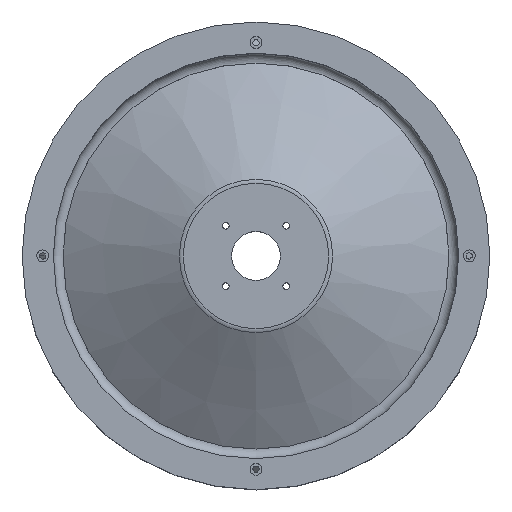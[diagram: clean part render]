
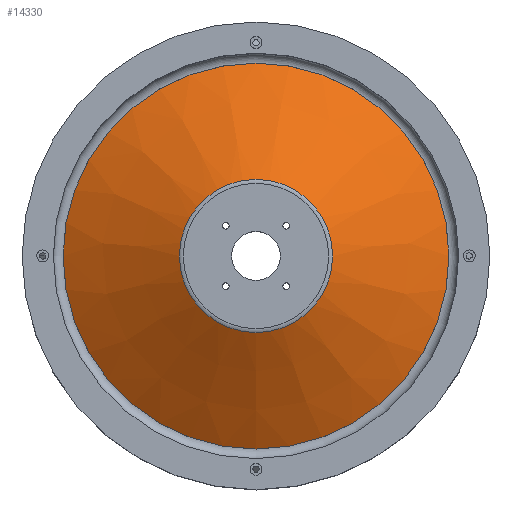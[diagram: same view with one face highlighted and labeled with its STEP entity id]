
A CAD part, top view. The second image highlights one B-rep face of the part: STEP entity #14330.
In plain terms, the highlighted conical face has half-angle 60 degrees and reference radius 99 mm.
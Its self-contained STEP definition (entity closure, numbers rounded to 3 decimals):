
#10667 = PLANE('',#10668);
#10668 = AXIS2_PLACEMENT_3D('',#10669,#10670,#10671);
#10669 = CARTESIAN_POINT('',(0.,0.,5.)
  );
#10670 = DIRECTION('',(0.,0.,1.));
#10671 = DIRECTION('',(0.,-1.,0.));
#11700 = EDGE_CURVE('',#11701,#11701,#11703,.T.);
#11701 = VERTEX_POINT('',#11702);
#11702 = CARTESIAN_POINT('',(0.,-99.,5.));
#11703 = SURFACE_CURVE('',#11704,(#11709,#11716),.PCURVE_S1.);
#11704 = CIRCLE('',#11705,99.);
#11705 = AXIS2_PLACEMENT_3D('',#11706,#11707,#11708);
#11706 = CARTESIAN_POINT('',(0.,0.,5.)
  );
#11707 = DIRECTION('',(0.,0.,1.));
#11708 = DIRECTION('',(0.,-1.,0.));
#11709 = PCURVE('',#10667,#11710);
#11710 = DEFINITIONAL_REPRESENTATION('',(#11711),#11715);
#11711 = CIRCLE('',#11712,99.);
#11712 = AXIS2_PLACEMENT_2D('',#11713,#11714);
#11713 = CARTESIAN_POINT('',(0.,0.));
#11714 = DIRECTION('',(1.,0.));
#11715 = ( GEOMETRIC_REPRESENTATION_CONTEXT(2) 
PARAMETRIC_REPRESENTATION_CONTEXT() REPRESENTATION_CONTEXT('2D SPACE',''
  ) );
#11716 = PCURVE('',#11717,#11722);
#11717 = CONICAL_SURFACE('',#11718,99.,1.047);
#11718 = AXIS2_PLACEMENT_3D('',#11719,#11720,#11721);
#11719 = CARTESIAN_POINT('',(0.,0.,5.)
  );
#11720 = DIRECTION('',(0.,0.,-1.));
#11721 = DIRECTION('',(0.,-1.,0.));
#11722 = DEFINITIONAL_REPRESENTATION('',(#11723),#11727);
#11723 = LINE('',#11724,#11725);
#11724 = CARTESIAN_POINT('',(-0.,-0.));
#11725 = VECTOR('',#11726,1.);
#11726 = DIRECTION('',(-1.,-0.));
#11727 = ( GEOMETRIC_REPRESENTATION_CONTEXT(2) 
PARAMETRIC_REPRESENTATION_CONTEXT() REPRESENTATION_CONTEXT('2D SPACE',''
  ) );
#14330 = ADVANCED_FACE('',(#14331),#11717,.T.);
#14331 = FACE_BOUND('',#14332,.T.);
#14332 = EDGE_LOOP('',(#14333,#14356,#14357,#14358));
#14333 = ORIENTED_EDGE('',*,*,#14334,.F.);
#14334 = EDGE_CURVE('',#11701,#14335,#14337,.T.);
#14335 = VERTEX_POINT('',#14336);
#14336 = CARTESIAN_POINT('',(0.,-39.306,
    39.464));
#14337 = SEAM_CURVE('',#14338,(#14342,#14349),.PCURVE_S1.);
#14338 = LINE('',#14339,#14340);
#14339 = CARTESIAN_POINT('',(0.,-99.,5.));
#14340 = VECTOR('',#14341,1.);
#14341 = DIRECTION('',(0.,0.866,0.5
    ));
#14342 = PCURVE('',#11717,#14343);
#14343 = DEFINITIONAL_REPRESENTATION('',(#14344),#14348);
#14344 = LINE('',#14345,#14346);
#14345 = CARTESIAN_POINT('',(-0.,-0.));
#14346 = VECTOR('',#14347,1.);
#14347 = DIRECTION('',(-0.,-1.));
#14348 = ( GEOMETRIC_REPRESENTATION_CONTEXT(2) 
PARAMETRIC_REPRESENTATION_CONTEXT() REPRESENTATION_CONTEXT('2D SPACE',''
  ) );
#14349 = PCURVE('',#11717,#14350);
#14350 = DEFINITIONAL_REPRESENTATION('',(#14351),#14355);
#14351 = LINE('',#14352,#14353);
#14352 = CARTESIAN_POINT('',(-6.283,-0.));
#14353 = VECTOR('',#14354,1.);
#14354 = DIRECTION('',(-0.,-1.));
#14355 = ( GEOMETRIC_REPRESENTATION_CONTEXT(2) 
PARAMETRIC_REPRESENTATION_CONTEXT() REPRESENTATION_CONTEXT('2D SPACE',''
  ) );
#14356 = ORIENTED_EDGE('',*,*,#11700,.T.);
#14357 = ORIENTED_EDGE('',*,*,#14334,.T.);
#14358 = ORIENTED_EDGE('',*,*,#14359,.F.);
#14359 = EDGE_CURVE('',#14335,#14335,#14360,.T.);
#14360 = SURFACE_CURVE('',#14361,(#14366,#14373),.PCURVE_S1.);
#14361 = CIRCLE('',#14362,39.306);
#14362 = AXIS2_PLACEMENT_3D('',#14363,#14364,#14365);
#14363 = CARTESIAN_POINT('',(0.,0.,
    39.464));
#14364 = DIRECTION('',(0.,0.,1.));
#14365 = DIRECTION('',(0.,-1.,0.));
#14366 = PCURVE('',#11717,#14367);
#14367 = DEFINITIONAL_REPRESENTATION('',(#14368),#14372);
#14368 = LINE('',#14369,#14370);
#14369 = CARTESIAN_POINT('',(-0.,-34.464));
#14370 = VECTOR('',#14371,1.);
#14371 = DIRECTION('',(-1.,-0.));
#14372 = ( GEOMETRIC_REPRESENTATION_CONTEXT(2) 
PARAMETRIC_REPRESENTATION_CONTEXT() REPRESENTATION_CONTEXT('2D SPACE',''
  ) );
#14373 = PCURVE('',#14374,#14379);
#14374 = TOROIDAL_SURFACE('',#14375,37.306,4.);
#14375 = AXIS2_PLACEMENT_3D('',#14376,#14377,#14378);
#14376 = CARTESIAN_POINT('',(0.,0.,36.)
  );
#14377 = DIRECTION('',(0.,0.,1.));
#14378 = DIRECTION('',(0.,-1.,0.));
#14379 = DEFINITIONAL_REPRESENTATION('',(#14380),#14384);
#14380 = LINE('',#14381,#14382);
#14381 = CARTESIAN_POINT('',(0.,1.047));
#14382 = VECTOR('',#14383,1.);
#14383 = DIRECTION('',(1.,0.));
#14384 = ( GEOMETRIC_REPRESENTATION_CONTEXT(2) 
PARAMETRIC_REPRESENTATION_CONTEXT() REPRESENTATION_CONTEXT('2D SPACE',''
  ) );
